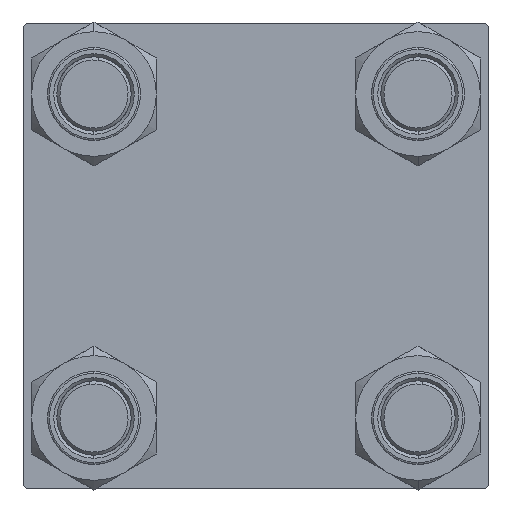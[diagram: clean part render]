
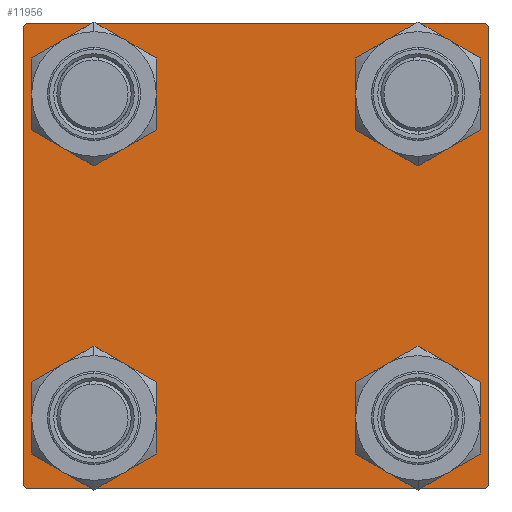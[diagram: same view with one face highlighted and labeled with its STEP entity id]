
A CAD part, left-side view. The second image highlights one B-rep face of the part: STEP entity #11956.
In plain terms, the highlighted planar face has unit normal (-1, 0, 0).
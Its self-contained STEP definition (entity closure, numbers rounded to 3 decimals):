
#14 = DIRECTION ( 'NONE',  ( 0., 0., 1. ) ) ;
#1046 = AXIS2_PLACEMENT_3D ( 'NONE', #23403, #12074, #14 ) ;
#1104 = DIRECTION ( 'NONE',  ( 0., -1., 0. ) ) ;
#1195 = DIRECTION ( 'NONE',  ( 0., 0., 1. ) ) ;
#1582 = DIRECTION ( 'NONE',  ( 0., 0., -1. ) ) ;
#1673 = CIRCLE ( 'NONE', #38651, 6.5 ) ;
#1907 = VERTEX_POINT ( 'NONE', #42795 ) ;
#1934 = CARTESIAN_POINT ( 'NONE',  ( 0., 26.15, 32.65 ) ) ;
#1974 = EDGE_CURVE ( 'NONE', #8205, #3446, #47602, .T. ) ;
#2204 = DIRECTION ( 'NONE',  ( 1., 0., 0. ) ) ;
#2321 = AXIS2_PLACEMENT_3D ( 'NONE', #44140, #5059, #20725 ) ;
#3307 = VERTEX_POINT ( 'NONE', #20341 ) ;
#3446 = VERTEX_POINT ( 'NONE', #5928 ) ;
#3506 = ORIENTED_EDGE ( 'NONE', *, *, #1974, .T. ) ;
#3739 = ORIENTED_EDGE ( 'NONE', *, *, #14974, .T. ) ;
#4099 = EDGE_CURVE ( 'NONE', #7932, #3307, #35521, .T. ) ;
#4465 = CARTESIAN_POINT ( 'NONE',  ( 0., 26.15, -26.15 ) ) ;
#5059 = DIRECTION ( 'NONE',  ( 1., 0., 0. ) ) ;
#5064 = DIRECTION ( 'NONE',  ( 1., 0., 0. ) ) ;
#5574 = AXIS2_PLACEMENT_3D ( 'NONE', #24606, #5064, #1195 ) ;
#5928 = CARTESIAN_POINT ( 'NONE',  ( 0., 26.15, -19.65 ) ) ;
#6099 = CARTESIAN_POINT ( 'NONE',  ( 0., -37.5, 37.5 ) ) ;
#6520 = EDGE_CURVE ( 'NONE', #23355, #22389, #47191, .T. ) ;
#6565 = AXIS2_PLACEMENT_3D ( 'NONE', #4465, #48132, #8329 ) ;
#6777 = CARTESIAN_POINT ( 'NONE',  ( 0., -37.5, -37. ) ) ;
#7047 = EDGE_CURVE ( 'NONE', #44785, #41967, #24968, .T. ) ;
#7886 = CARTESIAN_POINT ( 'NONE',  ( 0., -26.15, 32.65 ) ) ;
#7932 = VERTEX_POINT ( 'NONE', #7886 ) ;
#8205 = VERTEX_POINT ( 'NONE', #45374 ) ;
#8329 = DIRECTION ( 'NONE',  ( 0., 0., 1. ) ) ;
#9045 = VERTEX_POINT ( 'NONE', #40201 ) ;
#9367 = CARTESIAN_POINT ( 'NONE',  ( 0., -26.15, -26.15 ) ) ;
#9462 = FACE_BOUND ( 'NONE', #37764, .T. ) ;
#9607 = EDGE_LOOP ( 'NONE', ( #33397, #3506 ) ) ;
#9717 = FACE_BOUND ( 'NONE', #14489, .T. ) ;
#9830 = VERTEX_POINT ( 'NONE', #16155 ) ;
#10000 = LINE ( 'NONE', #28779, #18502 ) ;
#10991 = DIRECTION ( 'NONE',  ( 0., -0.707, -0.707 ) ) ;
#11164 = DIRECTION ( 'NONE',  ( 0., 0., 1. ) ) ;
#11458 = ORIENTED_EDGE ( 'NONE', *, *, #40808, .T. ) ;
#11634 = ORIENTED_EDGE ( 'NONE', *, *, #49740, .T. ) ;
#11956 = ADVANCED_FACE ( 'NONE', ( #9717, #49025, #40836, #9462, #28997 ), #37496, .T. ) ;
#12066 = ORIENTED_EDGE ( 'NONE', *, *, #42404, .F. ) ;
#12074 = DIRECTION ( 'NONE',  ( 1., 0., 0. ) ) ;
#12484 = VERTEX_POINT ( 'NONE', #49074 ) ;
#12988 = CIRCLE ( 'NONE', #2321, 6.5 ) ;
#13155 = VECTOR ( 'NONE', #10991, 1000. ) ;
#13541 = DIRECTION ( 'NONE',  ( 0., -0.707, 0.707 ) ) ;
#13827 = DIRECTION ( 'NONE',  ( -1., 0., 0. ) ) ;
#14255 = VERTEX_POINT ( 'NONE', #15737 ) ;
#14385 = CIRCLE ( 'NONE', #20944, 6.5 ) ;
#14489 = EDGE_LOOP ( 'NONE', ( #44077, #35386 ) ) ;
#14974 = EDGE_CURVE ( 'NONE', #12484, #22389, #10000, .T. ) ;
#15482 = VECTOR ( 'NONE', #48739, 1000. ) ;
#15737 = CARTESIAN_POINT ( 'NONE',  ( 0., 37.5, 37. ) ) ;
#15860 = LINE ( 'NONE', #50546, #13155 ) ;
#16155 = CARTESIAN_POINT ( 'NONE',  ( 0., -37., -37.5 ) ) ;
#16500 = VERTEX_POINT ( 'NONE', #43299 ) ;
#17297 = EDGE_CURVE ( 'NONE', #1907, #9830, #40439, .T. ) ;
#17423 = DIRECTION ( 'NONE',  ( 0., 0., 1. ) ) ;
#18009 = VECTOR ( 'NONE', #13541, 1000. ) ;
#18104 = DIRECTION ( 'NONE',  ( 1., 0., 0. ) ) ;
#18393 = ORIENTED_EDGE ( 'NONE', *, *, #45882, .T. ) ;
#18502 = VECTOR ( 'NONE', #49051, 1000. ) ;
#19713 = CIRCLE ( 'NONE', #50067, 6.5 ) ;
#20341 = CARTESIAN_POINT ( 'NONE',  ( 0., -26.15, 19.65 ) ) ;
#20725 = DIRECTION ( 'NONE',  ( 0., 0., 1. ) ) ;
#20944 = AXIS2_PLACEMENT_3D ( 'NONE', #35381, #27406, #47427 ) ;
#21885 = CARTESIAN_POINT ( 'NONE',  ( 0., 37.5, 37.5 ) ) ;
#22320 = EDGE_CURVE ( 'NONE', #3307, #7932, #12988, .T. ) ;
#22389 = VERTEX_POINT ( 'NONE', #38199 ) ;
#23355 = VERTEX_POINT ( 'NONE', #44528 ) ;
#23403 = CARTESIAN_POINT ( 'NONE',  ( 0., -26.15, 26.15 ) ) ;
#24228 = ORIENTED_EDGE ( 'NONE', *, *, #7047, .T. ) ;
#24606 = CARTESIAN_POINT ( 'NONE',  ( 0., 26.15, -26.15 ) ) ;
#24968 = CIRCLE ( 'NONE', #46284, 6.5 ) ;
#25333 = CARTESIAN_POINT ( 'NONE',  ( 0., -26.15, -19.65 ) ) ;
#25384 = LINE ( 'NONE', #44426, #18009 ) ;
#25696 = EDGE_CURVE ( 'NONE', #3446, #8205, #47447, .T. ) ;
#27406 = DIRECTION ( 'NONE',  ( 1., 0., 0. ) ) ;
#27621 = CARTESIAN_POINT ( 'NONE',  ( 0., -26.15, -26.15 ) ) ;
#28578 = VECTOR ( 'NONE', #1582, 1000. ) ;
#28779 = CARTESIAN_POINT ( 'NONE',  ( 0., -37.25, 37.25 ) ) ;
#28997 = FACE_OUTER_BOUND ( 'NONE', #41009, .T. ) ;
#29597 = LINE ( 'NONE', #21885, #28578 ) ;
#29936 = DIRECTION ( 'NONE',  ( 0., 0., 1. ) ) ;
#30580 = ORIENTED_EDGE ( 'NONE', *, *, #17297, .T. ) ;
#31278 = DIRECTION ( 'NONE',  ( 0., -1., 0. ) ) ;
#32404 = CARTESIAN_POINT ( 'NONE',  ( 0., -26.15, -32.65 ) ) ;
#33387 = EDGE_CURVE ( 'NONE', #48896, #9045, #14385, .T. ) ;
#33397 = ORIENTED_EDGE ( 'NONE', *, *, #25696, .T. ) ;
#33647 = CARTESIAN_POINT ( 'NONE',  ( 0., 0., 0. ) ) ;
#33959 = ORIENTED_EDGE ( 'NONE', *, *, #49550, .T. ) ;
#35381 = CARTESIAN_POINT ( 'NONE',  ( 0., 26.15, 26.15 ) ) ;
#35386 = ORIENTED_EDGE ( 'NONE', *, *, #22320, .T. ) ;
#35521 = CIRCLE ( 'NONE', #1046, 6.5 ) ;
#35835 = VECTOR ( 'NONE', #1104, 1000. ) ;
#36330 = CARTESIAN_POINT ( 'NONE',  ( 0., 37.5, -37.5 ) ) ;
#37496 = PLANE ( 'NONE',  #39770 ) ;
#37764 = EDGE_LOOP ( 'NONE', ( #43315, #11634 ) ) ;
#38199 = CARTESIAN_POINT ( 'NONE',  ( 0., -37., 37.5 ) ) ;
#38468 = CARTESIAN_POINT ( 'NONE',  ( 0., 37.25, 37.25 ) ) ;
#38651 = AXIS2_PLACEMENT_3D ( 'NONE', #41295, #2204, #41549 ) ;
#39770 = AXIS2_PLACEMENT_3D ( 'NONE', #33647, #13827, #17423 ) ;
#40201 = CARTESIAN_POINT ( 'NONE',  ( 0., 26.15, 19.65 ) ) ;
#40346 = EDGE_CURVE ( 'NONE', #23355, #14255, #43331, .T. ) ;
#40439 = LINE ( 'NONE', #36330, #35835 ) ;
#40808 = EDGE_CURVE ( 'NONE', #14255, #16500, #29597, .T. ) ;
#40836 = FACE_BOUND ( 'NONE', #9607, .T. ) ;
#41009 = EDGE_LOOP ( 'NONE', ( #11458, #33959, #30580, #47009, #12066, #3739, #46005, #42315 ) ) ;
#41295 = CARTESIAN_POINT ( 'NONE',  ( 0., 26.15, 26.15 ) ) ;
#41328 = LINE ( 'NONE', #6099, #15482 ) ;
#41353 = VECTOR ( 'NONE', #31278, 1000. ) ;
#41549 = DIRECTION ( 'NONE',  ( 0., 0., 1. ) ) ;
#41967 = VERTEX_POINT ( 'NONE', #32404 ) ;
#42315 = ORIENTED_EDGE ( 'NONE', *, *, #40346, .T. ) ;
#42344 = CARTESIAN_POINT ( 'NONE',  ( 0., 37.5, 37.5 ) ) ;
#42404 = EDGE_CURVE ( 'NONE', #12484, #47951, #41328, .T. ) ;
#42795 = CARTESIAN_POINT ( 'NONE',  ( 0., 37., -37.5 ) ) ;
#43299 = CARTESIAN_POINT ( 'NONE',  ( 0., 37.5, -37. ) ) ;
#43301 = DIRECTION ( 'NONE',  ( 1., 0., 0. ) ) ;
#43315 = ORIENTED_EDGE ( 'NONE', *, *, #33387, .T. ) ;
#43331 = LINE ( 'NONE', #38468, #44983 ) ;
#43740 = EDGE_CURVE ( 'NONE', #9830, #47951, #25384, .T. ) ;
#44077 = ORIENTED_EDGE ( 'NONE', *, *, #4099, .T. ) ;
#44140 = CARTESIAN_POINT ( 'NONE',  ( 0., -26.15, 26.15 ) ) ;
#44426 = CARTESIAN_POINT ( 'NONE',  ( 0., -37.25, -37.25 ) ) ;
#44528 = CARTESIAN_POINT ( 'NONE',  ( 0., 37., 37.5 ) ) ;
#44785 = VERTEX_POINT ( 'NONE', #25333 ) ;
#44848 = EDGE_LOOP ( 'NONE', ( #24228, #18393 ) ) ;
#44983 = VECTOR ( 'NONE', #46411, 1000. ) ;
#45374 = CARTESIAN_POINT ( 'NONE',  ( 0., 26.15, -32.65 ) ) ;
#45882 = EDGE_CURVE ( 'NONE', #41967, #44785, #19713, .T. ) ;
#46005 = ORIENTED_EDGE ( 'NONE', *, *, #6520, .F. ) ;
#46284 = AXIS2_PLACEMENT_3D ( 'NONE', #9367, #18104, #29936 ) ;
#46411 = DIRECTION ( 'NONE',  ( 0., 0.707, -0.707 ) ) ;
#47009 = ORIENTED_EDGE ( 'NONE', *, *, #43740, .T. ) ;
#47191 = LINE ( 'NONE', #42344, #41353 ) ;
#47427 = DIRECTION ( 'NONE',  ( 0., 0., 1. ) ) ;
#47447 = CIRCLE ( 'NONE', #5574, 6.5 ) ;
#47602 = CIRCLE ( 'NONE', #6565, 6.5 ) ;
#47951 = VERTEX_POINT ( 'NONE', #6777 ) ;
#48132 = DIRECTION ( 'NONE',  ( 1., 0., 0. ) ) ;
#48739 = DIRECTION ( 'NONE',  ( 0., 0., -1. ) ) ;
#48896 = VERTEX_POINT ( 'NONE', #1934 ) ;
#49025 = FACE_BOUND ( 'NONE', #44848, .T. ) ;
#49051 = DIRECTION ( 'NONE',  ( 0., 0.707, 0.707 ) ) ;
#49074 = CARTESIAN_POINT ( 'NONE',  ( 0., -37.5, 37. ) ) ;
#49550 = EDGE_CURVE ( 'NONE', #16500, #1907, #15860, .T. ) ;
#49740 = EDGE_CURVE ( 'NONE', #9045, #48896, #1673, .T. ) ;
#50067 = AXIS2_PLACEMENT_3D ( 'NONE', #27621, #43301, #11164 ) ;
#50546 = CARTESIAN_POINT ( 'NONE',  ( 0., 37.25, -37.25 ) ) ;
